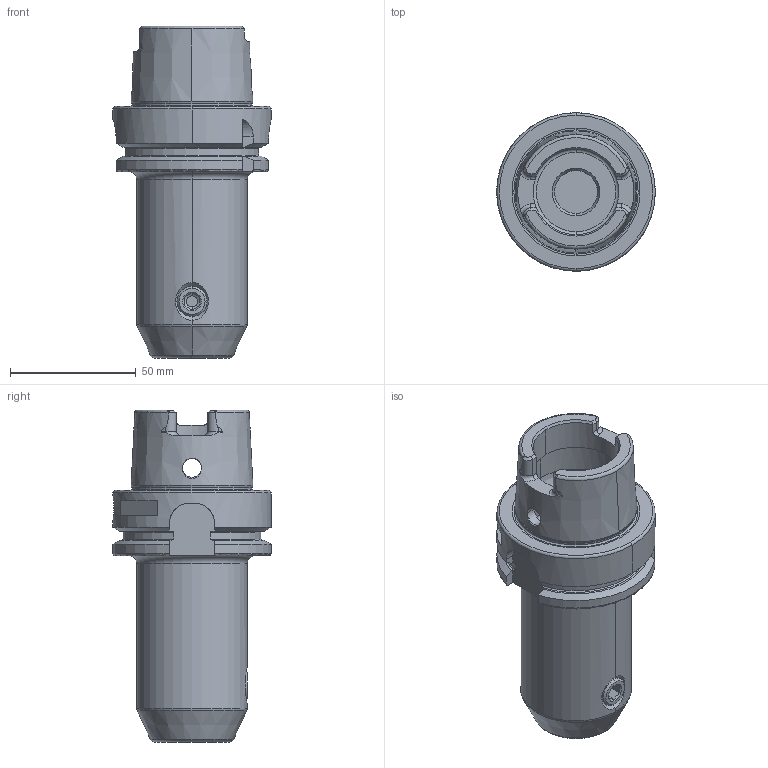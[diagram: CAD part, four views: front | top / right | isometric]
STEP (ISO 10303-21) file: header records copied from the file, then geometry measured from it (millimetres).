
FILE_DESCRIPTION((''),'2;1');
FILE_NAME('A63_04_14_1','2020-07-02T',('103090'),(''),'CREO PARAMETRIC BY PTC INC, 2015290','CREO PARAMETRIC BY PTC INC, 2015290','');
FILE_SCHEMA(('CONFIG_CONTROL_DESIGN'));
Length unit declared in the file: millimetre
Products named in the file (1): A63_04_14_1
Bounding box: 63 x 63 x 132 mm (x, y, z)
Volume: 177380.3 mm3; surface area: 35016.6 mm2
Topology: 1 solids, 1 shells, 186 faces, 469 edges, 295 vertices
Faces by surface type: plane 58, cylinder 49, cone 42, torus 37
Entity records: 6361 total; most frequent: CARTESIAN_POINT 1931, DIRECTION 926, ORIENTED_EDGE 924, EDGE_CURVE 462, AXIS2_PLACEMENT_3D 382, VERTEX_POINT 285, EDGE_LOOP 197, CIRCLE 193
